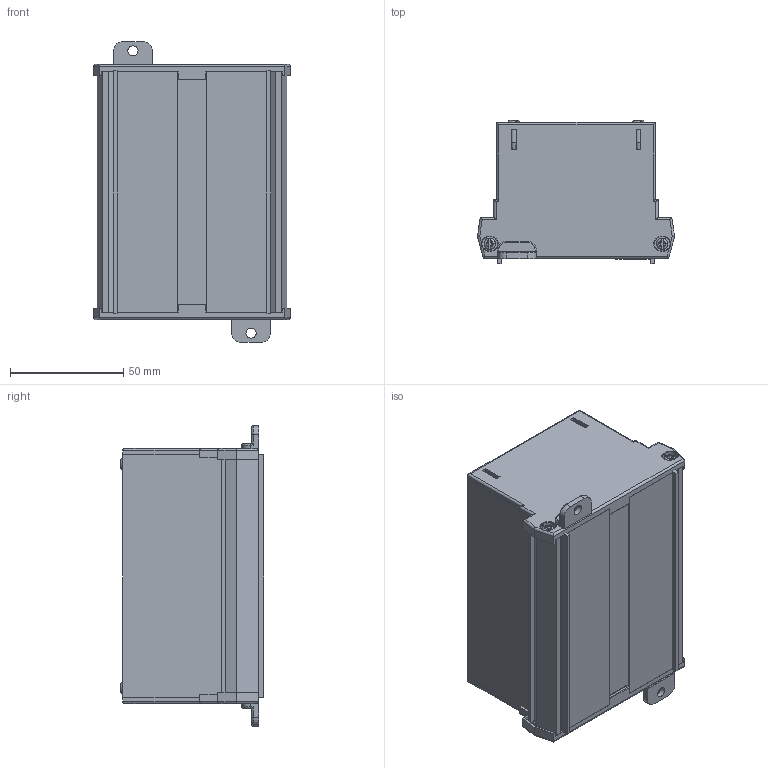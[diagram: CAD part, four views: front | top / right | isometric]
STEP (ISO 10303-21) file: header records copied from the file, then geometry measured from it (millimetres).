
FILE_DESCRIPTION (( 'STEP AP214' ), '1' );
FILE_NAME ('WE-105.STEP', '2022-01-17T11:52:16', ( '' ), ( '' ), 'SwSTEP 2.0', 'SolidWorks 2017', '' );
FILE_SCHEMA (( 'AUTOMOTIVE_DESIGN' ));
Length unit declared in the file: millimetre
Products named in the file (22): Profile - 72-105; Side Screw; WE-105; End Piece_with Cover-final; Top cover 105; Base PCB WE-105; Foot Bracket-small-New
Assembly tree (15 placements, depth 2):
  Side Screw
  WE-105
    Profile - 72-105
    End Piece_with Cover-final  x2
    Top cover 105
    Foot Bracket-small-New  x2
    Side Screw  x8
    Base PCB WE-105
  Side Screw
  End Piece_with Cover-final
  Profile - 72-105
Bounding box: 86.9 x 63.05 x 132.4 mm (x, y, z)
Volume: 104411.3 mm3; surface area: 127471.6 mm2
Topology: 15 solids, 15 shells, 1126 faces, 2974 edges, 1892 vertices
Faces by surface type: plane 758, cylinder 206, torus 68, cone 48, bspline 36, sphere 10
Entity records: 19044 total; most frequent: CARTESIAN_POINT 3598, ORIENTED_EDGE 3200, DIRECTION 2975, EDGE_CURVE 1600, LINE 1323, VECTOR 1323, VERTEX_POINT 1033, AXIS2_PLACEMENT_3D 826
